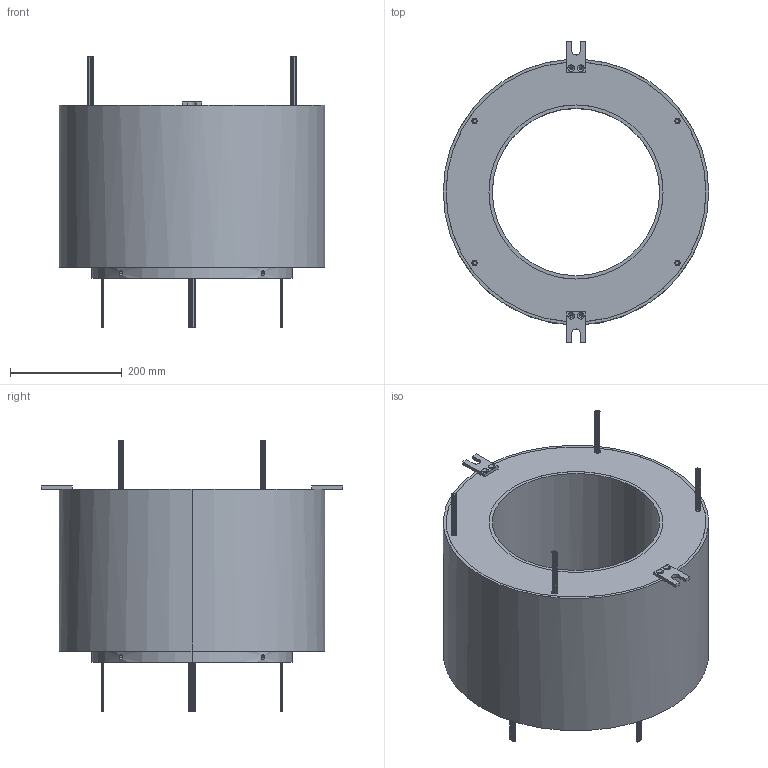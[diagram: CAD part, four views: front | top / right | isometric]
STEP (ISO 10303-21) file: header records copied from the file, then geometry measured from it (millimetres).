
FILE_DESCRIPTION (( 'STEP AP203' ), '1' );
FILE_NAME ('RT300476-P2410.STEP', '2020-08-19T08:46:38', ( 'gongcheng1' ), ( '' ), 'SwSTEP 2.0', 'SolidWorks 2014', '' );
FILE_SCHEMA (( 'CONFIG_CONTROL_DESIGN' ));
Length unit declared in the file: millimetre
Products named in the file (1): RT300476-P2410
Bounding box: 476 x 540 x 487 mm (x, y, z)
Volume: 31751905.2 mm3; surface area: 1040161.3 mm2
Topology: 1 solids, 1 shells, 264 faces, 584 edges, 376 vertices
Faces by surface type: cylinder 162, plane 86, cone 16
Entity records: 7957 total; most frequent: CARTESIAN_POINT 1745, DIRECTION 1418, ORIENTED_EDGE 1152, AXIS2_PLACEMENT_3D 593, EDGE_CURVE 576, VERTEX_POINT 376, EDGE_LOOP 340, CIRCLE 328
